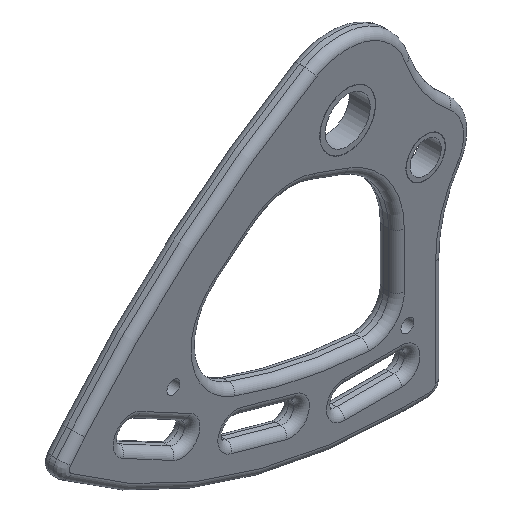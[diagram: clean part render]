
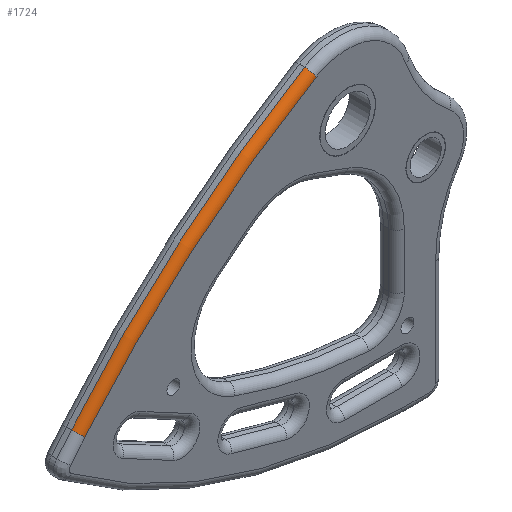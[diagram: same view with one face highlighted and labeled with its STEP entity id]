
A CAD part, isometric view. The second image highlights one B-rep face of the part: STEP entity #1724.
In plain terms, the highlighted toroidal (fillet/blend) face has major radius 347 mm and minor radius 3 mm.
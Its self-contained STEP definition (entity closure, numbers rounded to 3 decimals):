
#48=TOROIDAL_SURFACE('',#1981,347.,3.);
#437=FACE_OUTER_BOUND('',#562,.T.);
#562=EDGE_LOOP('',(#1517,#1518,#1519,#1520));
#619=CIRCLE('',#1791,347.);
#737=CIRCLE('',#1978,3.);
#739=CIRCLE('',#1982,3.);
#740=CIRCLE('',#1983,350.);
#785=VERTEX_POINT('',#2700);
#786=VERTEX_POINT('',#2702);
#883=VERTEX_POINT('',#3090);
#884=VERTEX_POINT('',#3096);
#931=EDGE_CURVE('',#786,#785,#619,.T.);
#1105=EDGE_CURVE('',#786,#883,#737,.T.);
#1108=EDGE_CURVE('',#785,#884,#739,.T.);
#1109=EDGE_CURVE('',#884,#883,#740,.T.);
#1517=ORIENTED_EDGE('',*,*,#1108,.T.);
#1518=ORIENTED_EDGE('',*,*,#1109,.T.);
#1519=ORIENTED_EDGE('',*,*,#1105,.F.);
#1520=ORIENTED_EDGE('',*,*,#931,.T.);
#1724=ADVANCED_FACE('',(#437),#48,.T.);
#1791=AXIS2_PLACEMENT_3D('',#2703,#2106,#2107);
#1978=AXIS2_PLACEMENT_3D('',#3091,#2536,#2537);
#1981=AXIS2_PLACEMENT_3D('',#3095,#2543,#2544);
#1982=AXIS2_PLACEMENT_3D('',#3097,#2545,#2546);
#1983=AXIS2_PLACEMENT_3D('',#3098,#2547,#2548);
#2106=DIRECTION('center_axis',(0.,1.,0.));
#2107=DIRECTION('ref_axis',(-0.647,0.,0.762));
#2536=DIRECTION('center_axis',(-0.643,0.,-0.766));
#2537=DIRECTION('ref_axis',(0.,-1.,0.));
#2543=DIRECTION('center_axis',(0.,1.,0.));
#2544=DIRECTION('ref_axis',(0.,0.,1.));
#2545=DIRECTION('center_axis',(-0.86,0.,-0.51));
#2546=DIRECTION('ref_axis',(0.,-1.,0.));
#2547=DIRECTION('center_axis',(0.,-1.,0.));
#2548=DIRECTION('ref_axis',(-0.647,0.,0.762));
#2700=CARTESIAN_POINT('',(-42.113,-4.,47.829));
#2702=CARTESIAN_POINT('',(-130.958,-4.,-27.603));
#2703=CARTESIAN_POINT('Origin',(134.859,-4.,-250.65));
#3090=CARTESIAN_POINT('',(-133.256,-1.,-25.675));
#3091=CARTESIAN_POINT('Origin',(-130.958,-1.,-27.603));
#3095=CARTESIAN_POINT('Origin',(134.859,-1.,-250.65));
#3096=CARTESIAN_POINT('',(-43.643,-1.,50.41));
#3097=CARTESIAN_POINT('Origin',(-42.113,-1.,47.829));
#3098=CARTESIAN_POINT('Origin',(134.859,-1.,-250.65));
